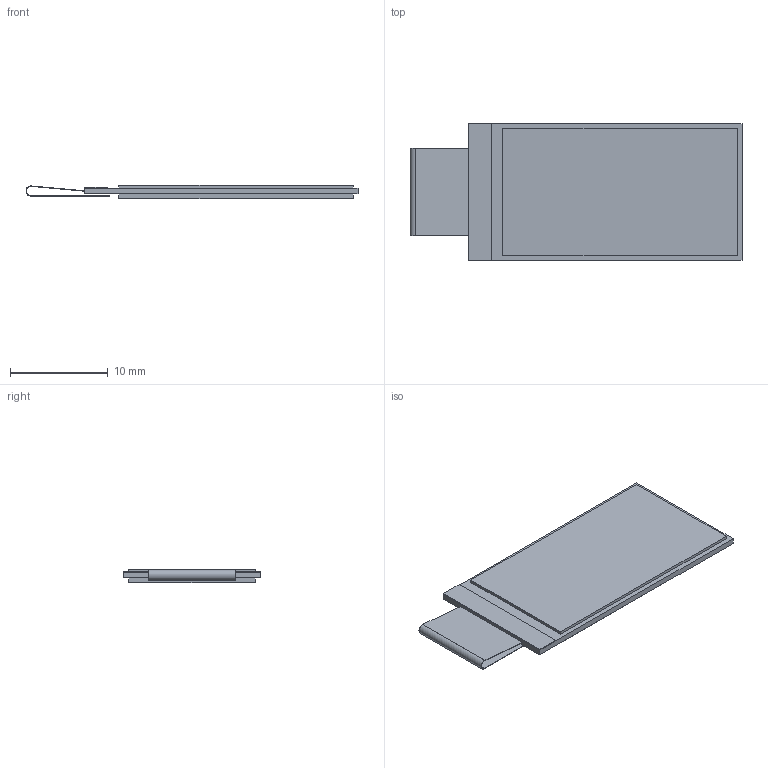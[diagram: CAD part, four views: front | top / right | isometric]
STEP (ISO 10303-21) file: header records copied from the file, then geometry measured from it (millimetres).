
FILE_DESCRIPTION(/* description */ ('','CAx-IF Rec.Pracs.---Representation and Presentation of Product Manufacturing Information (PMI)---4.0---2014-10-13'),/* implementation_level */ '2;1');
FILE_NAME(/* name */ 'LCD096 v7.step',/* time_stamp */ '2024-12-05T00:09:16+08:00',/* author */ (''),/* organization */ (''),/* preprocessor_version */ 'ST-DEVELOPER v20',/* originating_system */ 'Autodesk Translation Framework v13.20.0.188',/* authorisation */ '');
FILE_SCHEMA (('AP242_MANAGED_MODEL_BASED_3D_ENGINEERING_MIM_LF { 1 0 10303 442 1 1 4 }'));
Length unit declared in the file: millimetre
Products named in the file (1): LCD096
Bounding box: 34.02 x 14 x 1.4 mm (x, y, z)
Volume: 494.8 mm3; surface area: 2483.3 mm2
Topology: 5 solids, 5 shells, 34 faces, 72 edges, 48 vertices
Faces by surface type: plane 32, cylinder 2
Entity records: 953 total; most frequent: CARTESIAN_POINT 155, DIRECTION 146, ORIENTED_EDGE 144, EDGE_CURVE 72, LINE 68, VECTOR 68, VERTEX_POINT 48, AXIS2_PLACEMENT_3D 39
